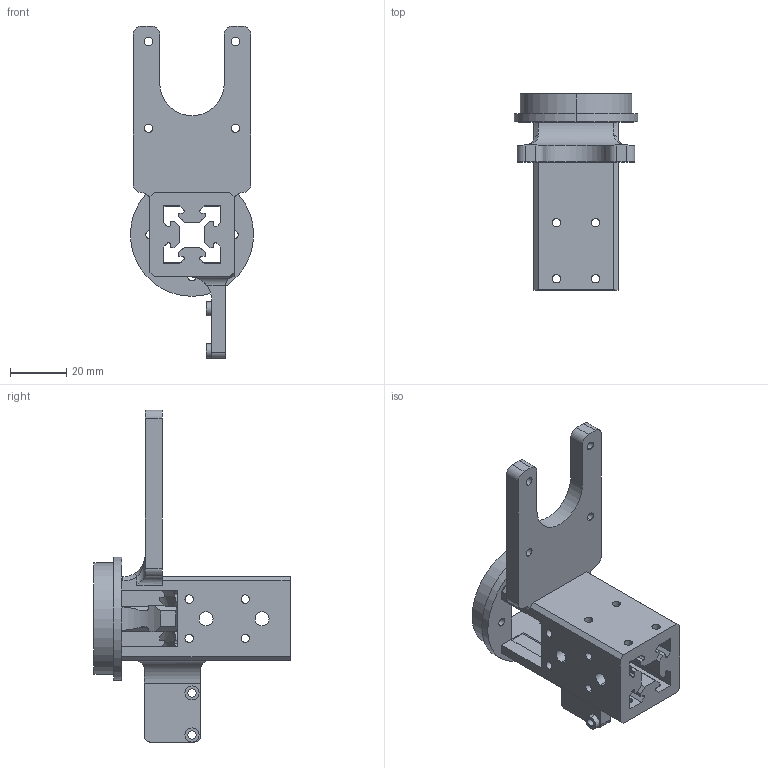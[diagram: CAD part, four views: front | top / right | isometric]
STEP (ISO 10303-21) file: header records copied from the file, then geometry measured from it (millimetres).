
FILE_DESCRIPTION (( 'STEP AP214' ), '1' );
FILE_NAME ('endJ3bearinghousing.STEP', '2025-02-20T15:56:48', ( '' ), ( '' ), 'SwSTEP 2.0', 'SolidWorks 2023', '' );
FILE_SCHEMA (( 'AUTOMOTIVE_DESIGN' ));
Length unit declared in the file: millimetre
Products named in the file (1): endJ3bearinghousing
Bounding box: 44 x 70 x 118.5 mm (x, y, z)
Volume: 55802 mm3; surface area: 26845 mm2
Topology: 1 solids, 1 shells, 245 faces, 761 edges, 498 vertices
Faces by surface type: cylinder 120, plane 119, cone 4, bspline 2
Entity records: 9566 total; most frequent: CARTESIAN_POINT 2703, ORIENTED_EDGE 1518, DIRECTION 1359, EDGE_CURVE 759, VERTEX_POINT 498, AXIS2_PLACEMENT_3D 468, LINE 423, VECTOR 423
